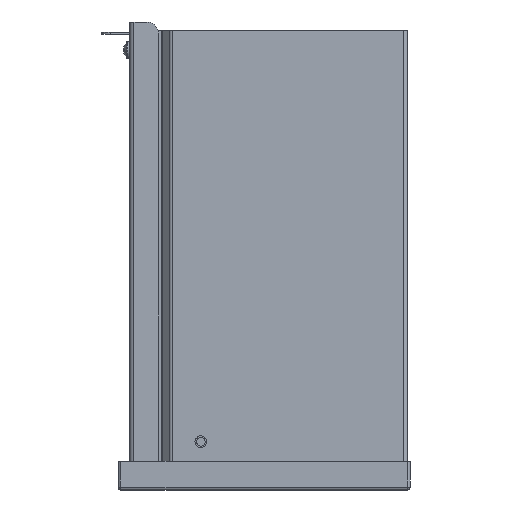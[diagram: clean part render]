
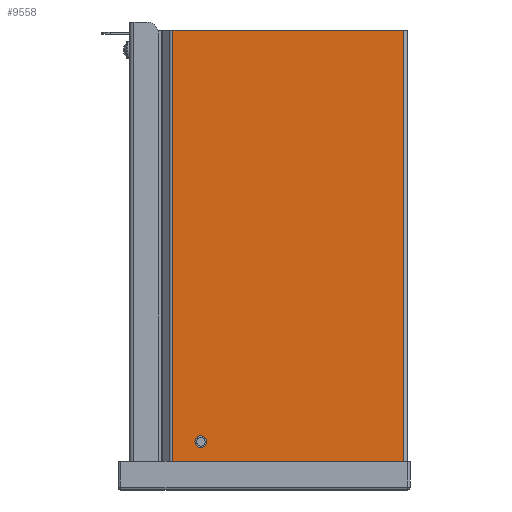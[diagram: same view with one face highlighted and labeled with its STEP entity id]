
A CAD part, left-side view. The second image highlights one B-rep face of the part: STEP entity #9558.
In plain terms, the highlighted planar face has unit normal (-1, 0, 0).
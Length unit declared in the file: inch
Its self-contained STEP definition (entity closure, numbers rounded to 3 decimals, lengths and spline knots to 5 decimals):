
#541 = PLANE ( 'NONE',  #2237 ) ;
#543 = VECTOR ( 'NONE', #16633, 39.37008 ) ;
#646 = CARTESIAN_POINT ( 'NONE',  ( -5., 0.0948, 0. ) ) ;
#828 = VERTEX_POINT ( 'NONE', #4374 ) ;
#1019 = EDGE_CURVE ( 'NONE', #2287, #828, #18886, .T. ) ;
#1610 = CARTESIAN_POINT ( 'NONE',  ( -5., 4.5, -8.857 ) ) ;
#2237 = AXIS2_PLACEMENT_3D ( 'NONE', #7773, #4436, #15497 ) ;
#2287 = VERTEX_POINT ( 'NONE', #5917 ) ;
#2415 = DIRECTION ( 'NONE',  ( 0., 1., 0. ) ) ;
#2965 = CARTESIAN_POINT ( 'NONE',  ( -5., 4.5, -8.952 ) ) ;
#3075 = DIRECTION ( 'NONE',  ( 0., 0., -1. ) ) ;
#3271 = EDGE_CURVE ( 'NONE', #3993, #2287, #20034, .T. ) ;
#3357 = EDGE_LOOP ( 'NONE', ( #12304, #15856, #7510, #19944 ) ) ;
#3914 = AXIS2_PLACEMENT_3D ( 'NONE', #2965, #14371, #15644 ) ;
#3993 = VERTEX_POINT ( 'NONE', #15254 ) ;
#4029 = FACE_BOUND ( 'NONE', #10634, .T. ) ;
#4374 = CARTESIAN_POINT ( 'NONE',  ( -5., 5.11976, -9.952 ) ) ;
#4436 = DIRECTION ( 'NONE',  ( -1., 0., 0. ) ) ;
#5917 = CARTESIAN_POINT ( 'NONE',  ( -5., 5.11976, 0. ) ) ;
#6946 = DIRECTION ( 'NONE',  ( 0., 0., -1. ) ) ;
#7394 = VERTEX_POINT ( 'NONE', #15366 ) ;
#7510 = ORIENTED_EDGE ( 'NONE', *, *, #1019, .T. ) ;
#7563 = CIRCLE ( 'NONE', #3914, 0.095 ) ;
#7773 = CARTESIAN_POINT ( 'NONE',  ( -5., 5.15, 0. ) ) ;
#9136 = CARTESIAN_POINT ( 'NONE',  ( -5., 2.58203, 0. ) ) ;
#9220 = EDGE_CURVE ( 'NONE', #7394, #828, #18306, .T. ) ;
#9359 = VERTEX_POINT ( 'NONE', #1610 ) ;
#9558 = ADVANCED_FACE ( 'NONE', ( #4029, #18211 ), #541, .T. ) ;
#10254 = EDGE_CURVE ( 'NONE', #9359, #9359, #7563, .T. ) ;
#10634 = EDGE_LOOP ( 'NONE', ( #12576 ) ) ;
#11354 = EDGE_CURVE ( 'NONE', #3993, #7394, #13290, .T. ) ;
#12304 = ORIENTED_EDGE ( 'NONE', *, *, #11354, .F. ) ;
#12576 = ORIENTED_EDGE ( 'NONE', *, *, #10254, .T. ) ;
#13290 = LINE ( 'NONE', #646, #18281 ) ;
#13387 = CARTESIAN_POINT ( 'NONE',  ( -5., 2.58203, -9.952 ) ) ;
#14371 = DIRECTION ( 'NONE',  ( 1., 0., 0. ) ) ;
#15254 = CARTESIAN_POINT ( 'NONE',  ( -5., 0.0948, 0. ) ) ;
#15366 = CARTESIAN_POINT ( 'NONE',  ( -5., 0.0948, -9.952 ) ) ;
#15497 = DIRECTION ( 'NONE',  ( 0., 0., 1. ) ) ;
#15644 = DIRECTION ( 'NONE',  ( 0., 0., 1. ) ) ;
#15771 = CARTESIAN_POINT ( 'NONE',  ( -5., 5.11976, 0. ) ) ;
#15856 = ORIENTED_EDGE ( 'NONE', *, *, #3271, .T. ) ;
#16633 = DIRECTION ( 'NONE',  ( 0., 1., 0. ) ) ;
#18211 = FACE_OUTER_BOUND ( 'NONE', #3357, .T. ) ;
#18281 = VECTOR ( 'NONE', #6946, 39.37008 ) ;
#18306 = LINE ( 'NONE', #13387, #543 ) ;
#18724 = VECTOR ( 'NONE', #3075, 39.37008 ) ;
#18886 = LINE ( 'NONE', #15771, #18724 ) ;
#19740 = VECTOR ( 'NONE', #2415, 39.37008 ) ;
#19944 = ORIENTED_EDGE ( 'NONE', *, *, #9220, .F. ) ;
#20034 = LINE ( 'NONE', #9136, #19740 ) ;
